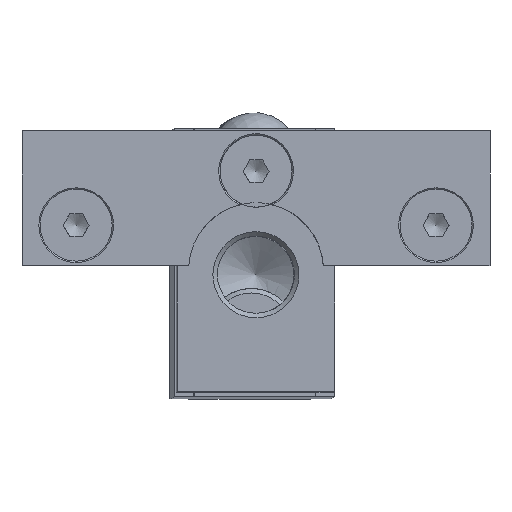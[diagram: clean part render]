
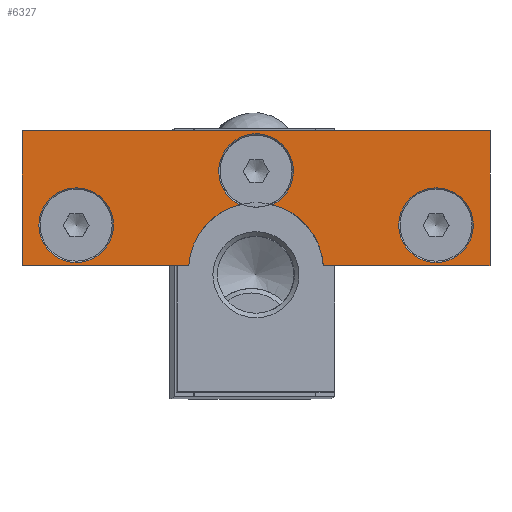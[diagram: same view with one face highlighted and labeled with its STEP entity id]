
A CAD part, top view. The second image highlights one B-rep face of the part: STEP entity #6327.
In plain terms, the highlighted planar face has unit normal (0.004, 0, 1).
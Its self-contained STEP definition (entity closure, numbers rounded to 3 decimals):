
#195=FACE_BOUND('',#1730,.T.);
#196=FACE_BOUND('',#1731,.T.);
#326=PLANE('',#6988);
#596=LINE('',#10677,#956);
#597=LINE('',#10679,#957);
#598=LINE('',#10681,#958);
#599=LINE('',#10683,#959);
#600=LINE('',#10684,#960);
#956=VECTOR('',#8402,10.);
#957=VECTOR('',#8403,10.);
#958=VECTOR('',#8404,10.);
#959=VECTOR('',#8405,10.);
#960=VECTOR('',#8406,10.);
#1392=FACE_OUTER_BOUND('',#1729,.T.);
#1729=EDGE_LOOP('',(#4881,#4882,#4883,#4884,#4885,#4886,#4887,#4888));
#1730=EDGE_LOOP('',(#4889));
#1731=EDGE_LOOP('',(#4890));
#2159=CIRCLE('',#6955,7.5);
#2161=CIRCLE('',#6957,7.5);
#2175=CIRCLE('',#6987,4.15);
#2176=CIRCLE('',#6989,4.15);
#2177=CIRCLE('',#6990,4.15);
#2721=VERTEX_POINT('',#10542);
#2722=VERTEX_POINT('',#10547);
#2725=VERTEX_POINT('',#10553);
#2726=VERTEX_POINT('',#10555);
#2762=VERTEX_POINT('',#10671);
#2763=VERTEX_POINT('',#10676);
#2764=VERTEX_POINT('',#10678);
#2765=VERTEX_POINT('',#10680);
#2766=VERTEX_POINT('',#10682);
#2767=VERTEX_POINT('',#10685);
#3502=EDGE_CURVE('',#2722,#2721,#2159,.T.);
#3506=EDGE_CURVE('',#2726,#2725,#2161,.T.);
#3553=EDGE_CURVE('',#2762,#2762,#2175,.T.);
#3555=EDGE_CURVE('',#2726,#2721,#2176,.T.);
#3556=EDGE_CURVE('',#2725,#2763,#596,.T.);
#3557=EDGE_CURVE('',#2763,#2764,#597,.T.);
#3558=EDGE_CURVE('',#2764,#2765,#598,.T.);
#3559=EDGE_CURVE('',#2765,#2766,#599,.T.);
#3560=EDGE_CURVE('',#2766,#2722,#600,.T.);
#3561=EDGE_CURVE('',#2767,#2767,#2177,.T.);
#4881=ORIENTED_EDGE('',*,*,#3555,.F.);
#4882=ORIENTED_EDGE('',*,*,#3506,.T.);
#4883=ORIENTED_EDGE('',*,*,#3556,.T.);
#4884=ORIENTED_EDGE('',*,*,#3557,.T.);
#4885=ORIENTED_EDGE('',*,*,#3558,.T.);
#4886=ORIENTED_EDGE('',*,*,#3559,.T.);
#4887=ORIENTED_EDGE('',*,*,#3560,.T.);
#4888=ORIENTED_EDGE('',*,*,#3502,.T.);
#4889=ORIENTED_EDGE('',*,*,#3561,.F.);
#4890=ORIENTED_EDGE('',*,*,#3553,.F.);
#6327=ADVANCED_FACE('',(#1392,#195,#196),#326,.T.);
#6955=AXIS2_PLACEMENT_3D('',#10548,#8304,#8305);
#6957=AXIS2_PLACEMENT_3D('',#10556,#8310,#8311);
#6987=AXIS2_PLACEMENT_3D('',#10672,#8395,#8396);
#6988=AXIS2_PLACEMENT_3D('',#10674,#8398,#8399);
#6989=AXIS2_PLACEMENT_3D('',#10675,#8400,#8401);
#6990=AXIS2_PLACEMENT_3D('',#10686,#8407,#8408);
#8304=DIRECTION('center_axis',(-0.004,0.,
-1.));
#8305=DIRECTION('ref_axis',(0.998,0.067,-0.004));
#8310=DIRECTION('center_axis',(-0.004,0.,
-1.));
#8311=DIRECTION('ref_axis',(0.998,0.067,-0.004));
#8395=DIRECTION('center_axis',(0.004,0.,
1.));
#8396=DIRECTION('ref_axis',(-1.,0.,0.004));
#8398=DIRECTION('center_axis',(0.004,0.,
1.));
#8399=DIRECTION('ref_axis',(1.,0.,-0.004));
#8400=DIRECTION('center_axis',(0.004,0.,
1.));
#8401=DIRECTION('ref_axis',(-1.,0.,0.004));
#8402=DIRECTION('',(1.,0.,-0.004));
#8403=DIRECTION('',(0.,1.,0.));
#8404=DIRECTION('',(-1.,0.,0.004));
#8405=DIRECTION('',(0.,-1.,0.));
#8406=DIRECTION('',(1.,0.,-0.004));
#8407=DIRECTION('center_axis',(0.004,0.,
1.));
#8408=DIRECTION('ref_axis',(-1.,0.,0.004));
#10542=CARTESIAN_POINT('',(-27.529,14.87,5.578));
#10547=CARTESIAN_POINT('',(-33.185,8.096,5.6));
#10548=CARTESIAN_POINT('Origin',(-25.702,7.596,5.571));
#10553=CARTESIAN_POINT('',(-18.218,8.096,5.543));
#10555=CARTESIAN_POINT('',(-23.874,14.87,5.565));
#10556=CARTESIAN_POINT('Origin',(-25.702,7.596,5.571));
#10671=CARTESIAN_POINT('',(-1.552,12.596,5.48));
#10672=CARTESIAN_POINT('Origin',(-5.702,12.596,5.496));
#10674=CARTESIAN_POINT('Origin',(-25.702,16.045,5.571));
#10675=CARTESIAN_POINT('Origin',(-25.702,18.596,5.571));
#10676=CARTESIAN_POINT('',(0.298,8.096,5.473));
#10677=CARTESIAN_POINT('',(0.298,8.096,5.473));
#10678=CARTESIAN_POINT('',(0.298,23.096,5.473));
#10679=CARTESIAN_POINT('',(0.298,23.096,5.473));
#10680=CARTESIAN_POINT('',(-51.701,23.096,5.67));
#10681=CARTESIAN_POINT('',(-51.701,23.096,5.67));
#10682=CARTESIAN_POINT('',(-51.701,8.096,5.67));
#10683=CARTESIAN_POINT('',(-51.701,8.096,5.67));
#10684=CARTESIAN_POINT('',(-33.185,8.096,5.6));
#10685=CARTESIAN_POINT('',(-41.551,12.596,5.631));
#10686=CARTESIAN_POINT('Origin',(-45.701,12.596,5.647));
